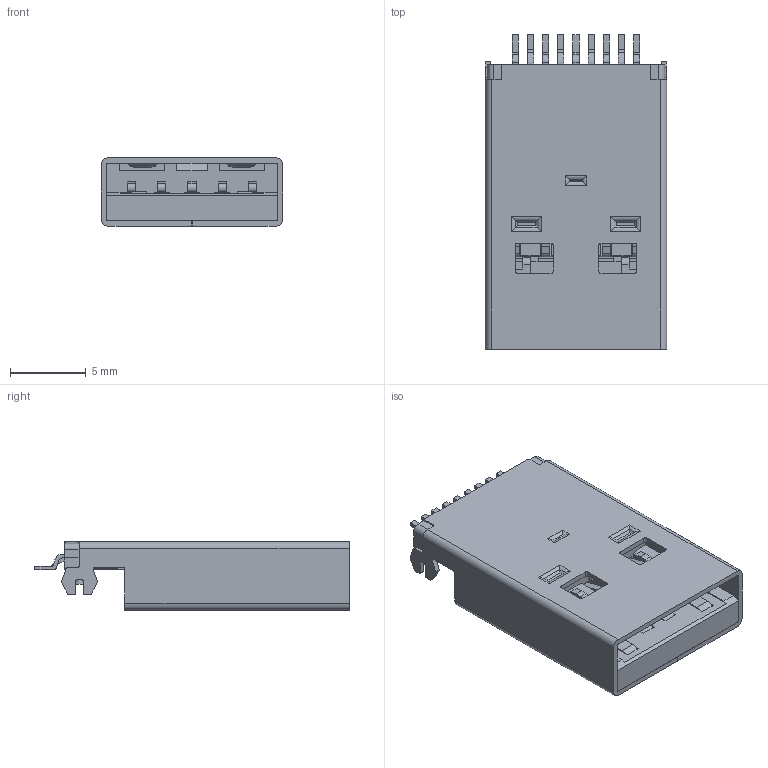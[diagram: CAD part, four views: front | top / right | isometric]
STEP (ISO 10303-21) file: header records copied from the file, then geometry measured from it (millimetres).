
FILE_DESCRIPTION (( 'STEP AP214' ), '1' );
FILE_NAME ('692112030100.STEP', '2021-08-30T10:11:01', ( '' ), ( '' ), 'SwSTEP 2.0', 'SolidWorks 2018', '' );
FILE_SCHEMA (( 'AUTOMOTIVE_DESIGN' ));
Length unit declared in the file: millimetre
Products named in the file (2): 692112030100
Bounding box: 12 x 20.75 x 4.5 mm (x, y, z)
Volume: 626.5 mm3; surface area: 2496.8 mm2
Topology: 12 solids, 12 shells, 887 faces, 2486 edges, 1628 vertices
Faces by surface type: plane 668, cylinder 219
Entity records: 38167 total; most frequent: CARTESIAN_POINT 5063, ORIENTED_EDGE 4972, DIRECTION 4642, EDGE_CURVE 2486, LINE 2068, VECTOR 2068, VERTEX_POINT 1628, AXIS2_PLACEMENT_3D 1287
